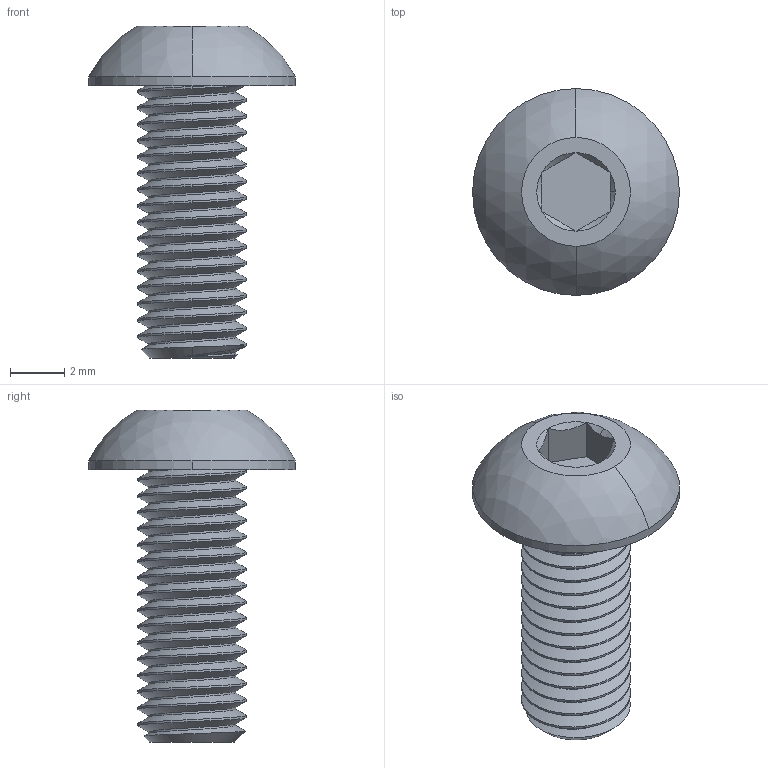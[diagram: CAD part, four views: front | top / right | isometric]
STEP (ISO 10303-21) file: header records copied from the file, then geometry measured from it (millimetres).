
FILE_DESCRIPTION (( 'STEP AP203' ), '1' );
FILE_NAME ('2802-0004-0010.STEP', '2017-04-04T18:21:10', ( '' ), ( '' ), 'SwSTEP 2.0', 'SolidWorks 2016', '' );
FILE_SCHEMA (( 'CONFIG_CONTROL_DESIGN' ));
Length unit declared in the file: millimetre
Products named in the file (1): 2802-0004-0010
Bounding box: 7.6 x 7.6 x 12.2 mm (x, y, z)
Volume: 166.2 mm3; surface area: 322.3 mm2
Topology: 1 solids, 1 shells, 60 faces, 156 edges, 100 vertices
Faces by surface type: cylinder 35, cone 10, plane 10, bspline 3, sphere 2
Entity records: 3854 total; most frequent: CARTESIAN_POINT 2539, ORIENTED_EDGE 312, DIRECTION 208, EDGE_CURVE 156, VERTEX_POINT 100, AXIS2_PLACEMENT_3D 79, EDGE_LOOP 62, FACE_OUTER_BOUND 60
